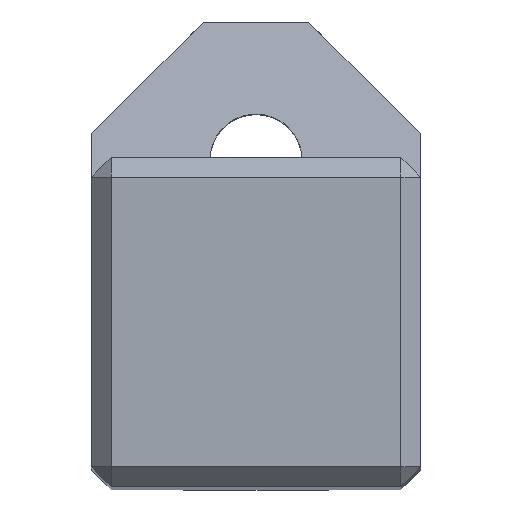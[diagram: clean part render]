
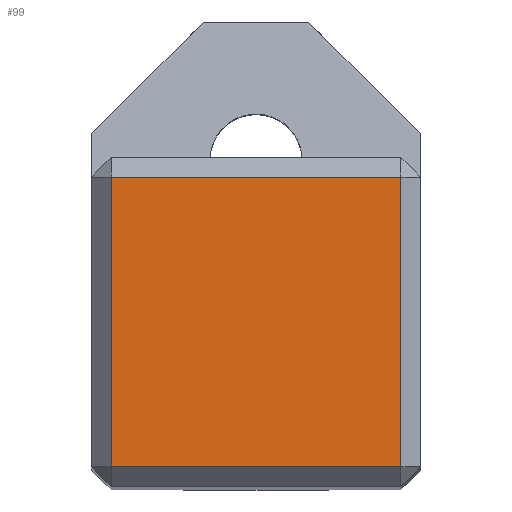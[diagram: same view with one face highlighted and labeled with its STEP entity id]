
A CAD part, top view. The second image highlights one B-rep face of the part: STEP entity #99.
In plain terms, the highlighted planar face has unit normal (0, 0, 1).
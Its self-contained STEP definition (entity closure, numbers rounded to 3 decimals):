
#49=PLANE('',#755);
#99=ADVANCED_FACE('',(#135),#49,.F.);
#135=FACE_OUTER_BOUND('',#175,.T.);
#175=EDGE_LOOP('',(#429,#430,#431,#432));
#249=LINE('',#1244,#324);
#250=LINE('',#1247,#325);
#251=LINE('',#1249,#326);
#252=LINE('',#1251,#327);
#324=VECTOR('',#881,1.);
#325=VECTOR('',#882,1.);
#326=VECTOR('',#883,1.);
#327=VECTOR('',#884,1.);
#429=ORIENTED_EDGE('',*,*,#670,.T.);
#430=ORIENTED_EDGE('',*,*,#671,.T.);
#431=ORIENTED_EDGE('',*,*,#672,.T.);
#432=ORIENTED_EDGE('',*,*,#673,.T.);
#597=VERTEX_POINT('',#1245);
#598=VERTEX_POINT('',#1246);
#599=VERTEX_POINT('',#1248);
#600=VERTEX_POINT('',#1250);
#670=EDGE_CURVE('',#597,#598,#249,.T.);
#671=EDGE_CURVE('',#598,#599,#250,.T.);
#672=EDGE_CURVE('',#599,#600,#251,.T.);
#673=EDGE_CURVE('',#600,#597,#252,.T.);
#755=AXIS2_PLACEMENT_3D('',#1252,#885,#886);
#881=DIRECTION('',(1.,0.,0.));
#882=DIRECTION('',(0.,1.,0.));
#883=DIRECTION('',(-1.,0.,0.));
#884=DIRECTION('',(0.,-1.,0.));
#885=DIRECTION('',(0.,0.,-1.));
#886=DIRECTION('',(1.,0.,0.));
#1244=CARTESIAN_POINT('',(-25.,1.5,0.));
#1245=CARTESIAN_POINT('',(-23.5,1.5,0.));
#1246=CARTESIAN_POINT('',(-1.5,1.5,0.));
#1247=CARTESIAN_POINT('',(-1.5,25.,0.));
#1248=CARTESIAN_POINT('',(-1.5,23.5,0.));
#1249=CARTESIAN_POINT('',(-25.,23.5,0.));
#1250=CARTESIAN_POINT('',(-23.5,23.5,0.));
#1251=CARTESIAN_POINT('',(-23.5,25.,0.));
#1252=CARTESIAN_POINT('',(-25.,25.,0.));
